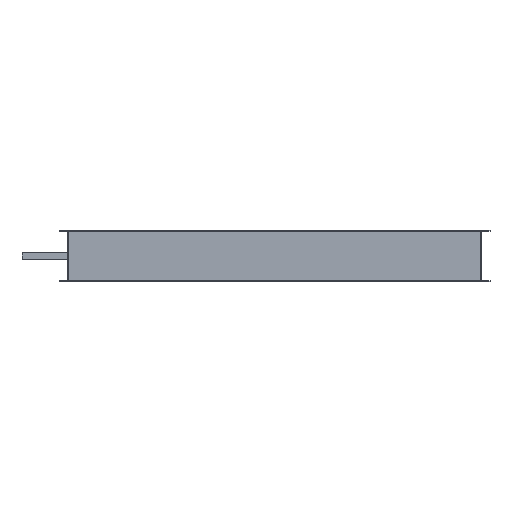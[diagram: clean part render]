
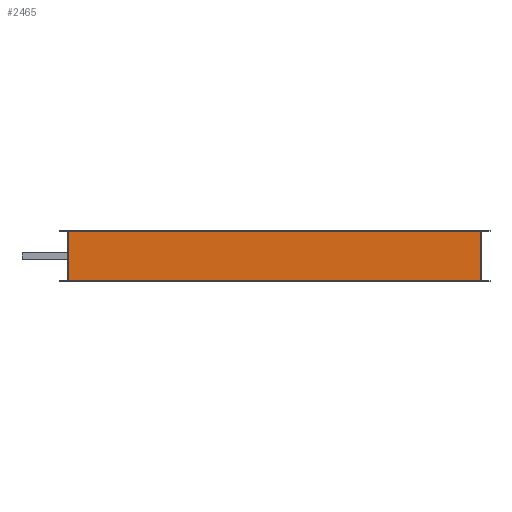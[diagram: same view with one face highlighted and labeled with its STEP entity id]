
A CAD part, front view. The second image highlights one B-rep face of the part: STEP entity #2465.
In plain terms, the highlighted planar face has unit normal (0, -1, 0).
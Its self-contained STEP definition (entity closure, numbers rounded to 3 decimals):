
#12 = ORIENTED_EDGE ( 'NONE', *, *, #1561, .T. ) ;
#36 = EDGE_CURVE ( 'NONE', #5165, #648, #3243, .T. ) ;
#135 = ORIENTED_EDGE ( 'NONE', *, *, #36, .F. ) ;
#385 = DIRECTION ( 'NONE',  ( 0., 1., 0. ) ) ;
#500 = VECTOR ( 'NONE', #1639, 1000. ) ;
#648 = VERTEX_POINT ( 'NONE', #4496 ) ;
#687 = DIRECTION ( 'NONE',  ( 1., 0., 0. ) ) ;
#731 = PLANE ( 'NONE',  #1662 ) ;
#823 = EDGE_CURVE ( 'NONE', #2103, #5165, #1661, .T. ) ;
#846 = CARTESIAN_POINT ( 'NONE',  ( 500., -250., 60. ) ) ;
#860 = CARTESIAN_POINT ( 'NONE',  ( -500., -250., -60. ) ) ;
#1119 = VERTEX_POINT ( 'NONE', #860 ) ;
#1523 = DIRECTION ( 'NONE',  ( 1., 0., 0. ) ) ;
#1561 = EDGE_CURVE ( 'NONE', #1119, #648, #3418, .T. ) ;
#1639 = DIRECTION ( 'NONE',  ( 0., 0., -1. ) ) ;
#1661 = LINE ( 'NONE', #4150, #2551 ) ;
#1662 = AXIS2_PLACEMENT_3D ( 'NONE', #2507, #385, #3451 ) ;
#1826 = ORIENTED_EDGE ( 'NONE', *, *, #2569, .T. ) ;
#1969 = EDGE_LOOP ( 'NONE', ( #12, #135, #3539, #1826 ) ) ;
#2103 = VERTEX_POINT ( 'NONE', #2183 ) ;
#2183 = CARTESIAN_POINT ( 'NONE',  ( -500., -250., 60. ) ) ;
#2465 = ADVANCED_FACE ( 'NONE', ( #3408 ), #731, .F. ) ;
#2507 = CARTESIAN_POINT ( 'NONE',  ( -500., -250., 60. ) ) ;
#2551 = VECTOR ( 'NONE', #1523, 1000. ) ;
#2569 = EDGE_CURVE ( 'NONE', #2103, #1119, #4079, .T. ) ;
#2890 = CARTESIAN_POINT ( 'NONE',  ( -500., -250., -60. ) ) ;
#3243 = LINE ( 'NONE', #4633, #500 ) ;
#3408 = FACE_OUTER_BOUND ( 'NONE', #1969, .T. ) ;
#3418 = LINE ( 'NONE', #2890, #5466 ) ;
#3451 = DIRECTION ( 'NONE',  ( 0., 0., 1. ) ) ;
#3539 = ORIENTED_EDGE ( 'NONE', *, *, #823, .F. ) ;
#3859 = CARTESIAN_POINT ( 'NONE',  ( -500., -250., 60. ) ) ;
#4079 = LINE ( 'NONE', #3859, #4776 ) ;
#4150 = CARTESIAN_POINT ( 'NONE',  ( -500., -250., 60. ) ) ;
#4496 = CARTESIAN_POINT ( 'NONE',  ( 500., -250., -60. ) ) ;
#4633 = CARTESIAN_POINT ( 'NONE',  ( 500., -250., 60. ) ) ;
#4675 = DIRECTION ( 'NONE',  ( 0., 0., -1. ) ) ;
#4776 = VECTOR ( 'NONE', #4675, 1000. ) ;
#5165 = VERTEX_POINT ( 'NONE', #846 ) ;
#5466 = VECTOR ( 'NONE', #687, 1000. ) ;
